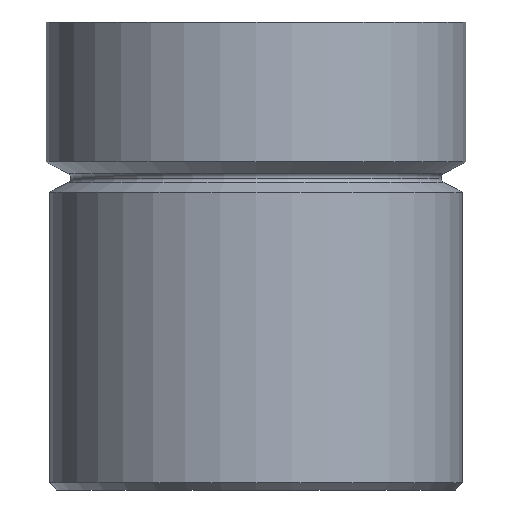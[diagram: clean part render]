
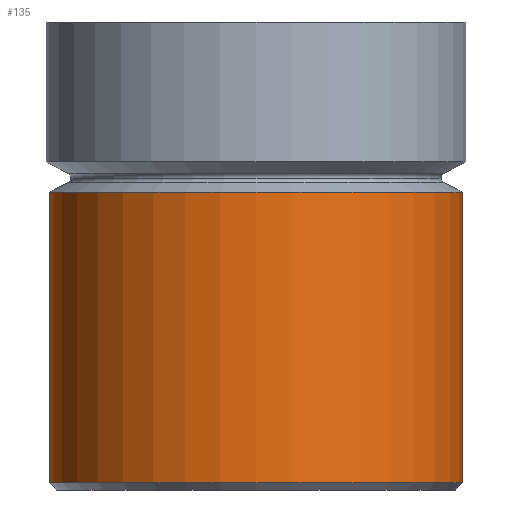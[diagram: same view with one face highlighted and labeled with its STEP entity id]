
A CAD part, front view. The second image highlights one B-rep face of the part: STEP entity #135.
In plain terms, the highlighted cylindrical face has radius 13.22 mm (diameter 26.441 mm), a partial arc.
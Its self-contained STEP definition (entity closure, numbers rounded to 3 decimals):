
#6 = VERTEX_POINT ( 'NONE', #155 ) ;
#67 = VERTEX_POINT ( 'NONE', #509 ) ;
#70 = VERTEX_POINT ( 'NONE', #508 ) ;
#74 = VERTEX_POINT ( 'NONE', #510 ) ;
#85 = ORIENTED_EDGE ( 'NONE', *, *, #86, .T. ) ;
#86 = EDGE_CURVE ( 'NONE', #6, #74, #529, .T. ) ;
#87 = ORIENTED_EDGE ( 'NONE', *, *, #113, .T. ) ;
#95 = EDGE_CURVE ( 'NONE', #6, #70, #545, .T. ) ;
#113 = EDGE_CURVE ( 'NONE', #74, #67, #280, .T. ) ;
#135 = ADVANCED_FACE ( 'NONE', ( #318 ), #313, .T. ) ;
#136 = EDGE_LOOP ( 'NONE', ( #137, #85, #87, #145 ) ) ;
#137 = ORIENTED_EDGE ( 'NONE', *, *, #95, .F. ) ;
#145 = ORIENTED_EDGE ( 'NONE', *, *, #146, .F. ) ;
#146 = EDGE_CURVE ( 'NONE', #70, #67, #358, .T. ) ;
#155 = CARTESIAN_POINT ( 'NONE',  ( -13.22, 0., -29.538 ) ) ;
#277 = DIRECTION ( 'NONE',  ( 0., 0., 1. ) ) ;
#278 = VECTOR ( 'NONE', #277, 1000. ) ;
#279 = CARTESIAN_POINT ( 'NONE',  ( 13.22, 0., 0. ) ) ;
#280 = LINE ( 'NONE', #279, #278 ) ;
#308 = DIRECTION ( 'NONE',  ( 1., 0., 0. ) ) ;
#309 = DIRECTION ( 'NONE',  ( 0., 0., 1. ) ) ;
#310 = CARTESIAN_POINT ( 'NONE',  ( 0., 0., 0. ) ) ;
#311 = AXIS2_PLACEMENT_3D ( 'NONE', #310, #309, #308 ) ;
#313 = CYLINDRICAL_SURFACE ( 'NONE', #311, 13.22 ) ;
#318 = FACE_OUTER_BOUND ( 'NONE', #136, .T. ) ;
#354 = DIRECTION ( 'NONE',  ( 1., 0., 0. ) ) ;
#355 = DIRECTION ( 'NONE',  ( 0., 0., 1. ) ) ;
#356 = CARTESIAN_POINT ( 'NONE',  ( 0., 0., -10.907 ) ) ;
#357 = AXIS2_PLACEMENT_3D ( 'NONE', #356, #355, #354 ) ;
#358 = CIRCLE ( 'NONE', #357, 13.22 ) ;
#508 = CARTESIAN_POINT ( 'NONE',  ( -13.22, 0., -10.907 ) ) ;
#509 = CARTESIAN_POINT ( 'NONE',  ( 13.22, 0., -10.907 ) ) ;
#510 = CARTESIAN_POINT ( 'NONE',  ( 13.22, 0., -29.538 ) ) ;
#529 = CIRCLE ( 'NONE', #534, 13.22 ) ;
#532 = DIRECTION ( 'NONE',  ( 1., 0., 0. ) ) ;
#533 = DIRECTION ( 'NONE',  ( 0., 0., 1. ) ) ;
#534 = AXIS2_PLACEMENT_3D ( 'NONE', #541, #533, #532 ) ;
#541 = CARTESIAN_POINT ( 'NONE',  ( 0., 0., -29.538 ) ) ;
#542 = DIRECTION ( 'NONE',  ( 0., 0., 1. ) ) ;
#543 = VECTOR ( 'NONE', #542, 1000. ) ;
#544 = CARTESIAN_POINT ( 'NONE',  ( -13.22, 0., 0. ) ) ;
#545 = LINE ( 'NONE', #544, #543 ) ;
